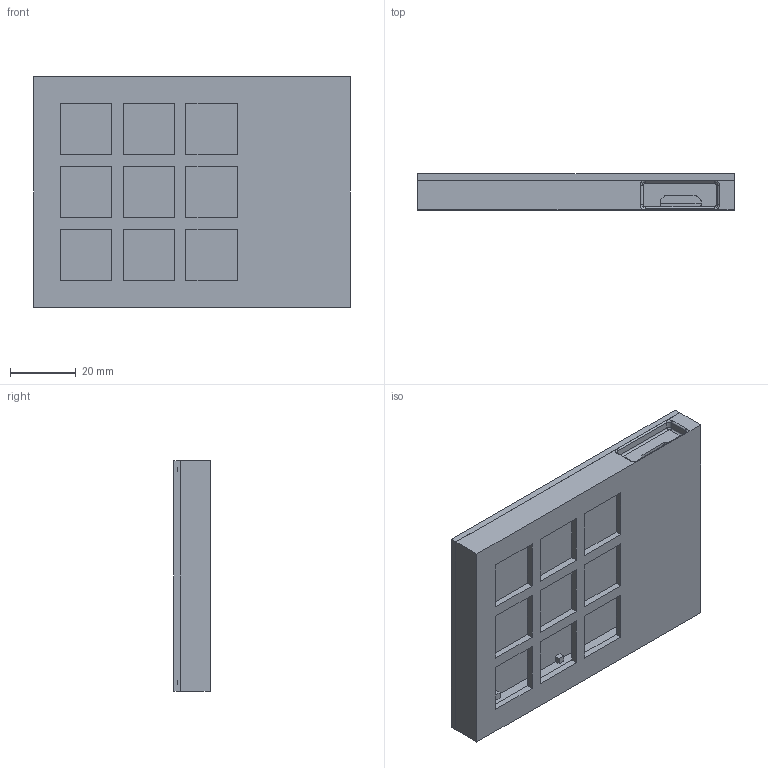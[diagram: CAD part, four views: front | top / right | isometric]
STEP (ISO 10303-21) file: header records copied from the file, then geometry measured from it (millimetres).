
FILE_DESCRIPTION(/* description */ ('STEP AP242','CAx-IF Rec.Pracs.---Representation and Presentation of Product Manufacturing Information (PMI)---4.0---2014-10-13','CAx-IF Rec.Pracs.---3D Tessellated Geometry---0.4---2014-09-14','2;1'),/* implementation_level */ '2;1');
FILE_NAME(/* name */ '679c5a8888e5af62a08d36e2',/* time_stamp */ '2025-01-31T05:07:21Z',/* author */ (''),/* organization */ (''),/* preprocessor_version */ 'ST-DEVELOPER v20',/* originating_system */ 'ONSHAPE BY PTC INC, 1.192',/* authorisation */ ' ');
FILE_SCHEMA (('AP242_MANAGED_MODEL_BASED_3D_ENGINEERING_MIM_LF { 1 0 10303 442 1 1 4 }'));
Length unit declared in the file: metre
Products named in the file (2): Part 2; Part 1
Bounding box: 96.11 x 11 x 69.91 mm (x, y, z)
Volume: 30395.3 mm3; surface area: 29841.9 mm2
Topology: 2 solids, 2 shells, 182 faces, 467 edges, 306 vertices
Faces by surface type: plane 148, cylinder 26, torus 8
Full cylindrical faces by diameter (mm): 2 x4, 4.1 x4
Entity records: 5473 total; most frequent: CARTESIAN_POINT 947, ORIENTED_EDGE 910, DIRECTION 881, EDGE_CURVE 455, LINE 393, VECTOR 393, VERTEX_POINT 302, AXIS2_PLACEMENT_3D 244
